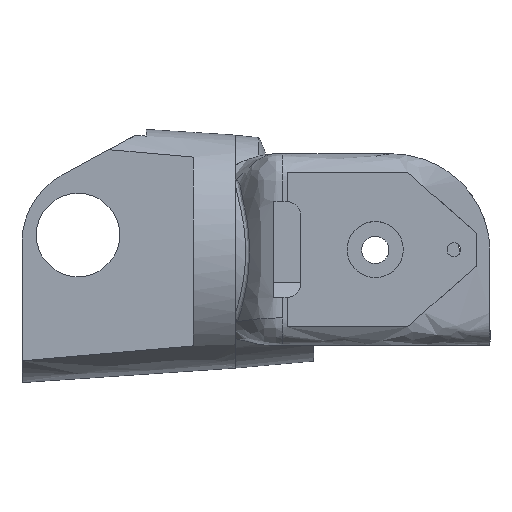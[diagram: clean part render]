
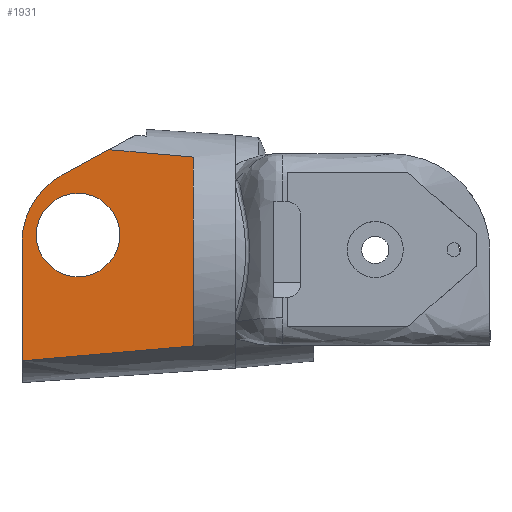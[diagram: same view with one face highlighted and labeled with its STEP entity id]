
A CAD part, top view. The second image highlights one B-rep face of the part: STEP entity #1931.
In plain terms, the highlighted face is planar.
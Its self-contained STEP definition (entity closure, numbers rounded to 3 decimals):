
#174=PLANE('',#2118);
#212=FACE_BOUND('',#504,.T.);
#310=B_SPLINE_CURVE_WITH_KNOTS('',3,(#5029,#5030,#5031,#5032,#5033,#5034),
 .UNSPECIFIED.,.F.,.F.,(4,2,4),(0.,0.303,0.606),
 .UNSPECIFIED.);
#312=B_SPLINE_CURVE_WITH_KNOTS('',3,(#5154,#5155,#5156,#5157,#5158,#5159),
 .UNSPECIFIED.,.F.,.F.,(4,2,4),(0.,0.625,1.234),
 .UNSPECIFIED.);
#405=FACE_OUTER_BOUND('',#503,.T.);
#503=EDGE_LOOP('',(#1739,#1740,#1741,#1742,#1743,#1744));
#504=EDGE_LOOP('',(#1745));
#625=LINE('',#5424,#766);
#637=LINE('',#5492,#778);
#641=LINE('',#5514,#782);
#766=VECTOR('',#2420,1000.);
#778=VECTOR('',#2444,1000.);
#782=VECTOR('',#2452,1000.);
#842=CIRCLE('',#2106,3.05);
#846=CIRCLE('',#2119,5.592);
#975=VERTEX_POINT('',#4889);
#978=VERTEX_POINT('',#4985);
#984=VERTEX_POINT('',#5021);
#985=VERTEX_POINT('',#5028);
#986=VERTEX_POINT('',#5035);
#1000=VERTEX_POINT('',#5422);
#1015=VERTEX_POINT('',#5491);
#1217=EDGE_CURVE('',#975,#975,#842,.T.);
#1227=EDGE_CURVE('',#985,#984,#310,.T.);
#1229=EDGE_CURVE('',#978,#986,#312,.T.);
#1247=EDGE_CURVE('',#984,#1000,#625,.T.);
#1265=EDGE_CURVE('',#978,#1015,#637,.T.);
#1270=EDGE_CURVE('',#1000,#1015,#846,.T.);
#1271=EDGE_CURVE('',#986,#985,#641,.T.);
#1739=ORIENTED_EDGE('',*,*,#1247,.T.);
#1740=ORIENTED_EDGE('',*,*,#1270,.T.);
#1741=ORIENTED_EDGE('',*,*,#1265,.F.);
#1742=ORIENTED_EDGE('',*,*,#1229,.T.);
#1743=ORIENTED_EDGE('',*,*,#1271,.T.);
#1744=ORIENTED_EDGE('',*,*,#1227,.T.);
#1745=ORIENTED_EDGE('',*,*,#1217,.T.);
#1931=ADVANCED_FACE('',(#405,#212),#174,.F.);
#2106=AXIS2_PLACEMENT_3D('',#4890,#2399,#2400);
#2118=AXIS2_PLACEMENT_3D('',#5512,#2448,#2449);
#2119=AXIS2_PLACEMENT_3D('',#5513,#2450,#2451);
#2399=DIRECTION('center_axis',(1.,0.,0.));
#2400=DIRECTION('ref_axis',(0.,1.,0.));
#2420=DIRECTION('',(0.,0.88,-0.475));
#2444=DIRECTION('',(0.,0.,1.));
#2448=DIRECTION('center_axis',(1.,0.,0.));
#2449=DIRECTION('ref_axis',(0.,1.,0.));
#2450=DIRECTION('center_axis',(-1.,0.,0.));
#2451=DIRECTION('ref_axis',(0.,1.,0.));
#2452=DIRECTION('',(0.,0.,1.));
#4889=CARTESIAN_POINT('',(-4.5,11.5,4.256));
#4890=CARTESIAN_POINT('Origin',(-4.5,11.5,1.206));
#4985=CARTESIAN_POINT('',(-4.5,15.6,-7.987));
#5021=CARTESIAN_POINT('',(-4.5,9.25,7.446));
#5028=CARTESIAN_POINT('',(-4.5,3.07,6.901));
#5029=CARTESIAN_POINT('Ctrl Pts',(-4.5,3.07,6.901));
#5030=CARTESIAN_POINT('Ctrl Pts',(-4.5,4.076,6.992));
#5031=CARTESIAN_POINT('Ctrl Pts',(-4.5,5.133,7.086));
#5032=CARTESIAN_POINT('Ctrl Pts',(-4.5,7.186,7.267));
#5033=CARTESIAN_POINT('Ctrl Pts',(-4.5,8.225,7.357));
#5034=CARTESIAN_POINT('Ctrl Pts',(-4.5,9.25,7.446));
#5035=CARTESIAN_POINT('',(-4.5,3.07,-6.899));
#5154=CARTESIAN_POINT('Ctrl Pts',(-4.5,15.6,-7.987));
#5155=CARTESIAN_POINT('Ctrl Pts',(-4.5,13.524,-7.816));
#5156=CARTESIAN_POINT('Ctrl Pts',(-4.5,11.402,-7.637));
#5157=CARTESIAN_POINT('Ctrl Pts',(-4.5,7.318,-7.283));
#5158=CARTESIAN_POINT('Ctrl Pts',(-4.5,5.539,-7.126));
#5159=CARTESIAN_POINT('Ctrl Pts',(-4.5,3.07,-6.899));
#5422=CARTESIAN_POINT('',(-4.5,12.665,5.601));
#5424=CARTESIAN_POINT('',(-4.5,21.29,0.943));
#5491=CARTESIAN_POINT('',(-4.5,15.6,0.681));
#5492=CARTESIAN_POINT('',(-4.5,15.6,-9.593));
#5512=CARTESIAN_POINT('Origin',(-4.5,15.6,-9.593));
#5513=CARTESIAN_POINT('Origin',(-4.5,10.008,0.681));
#5514=CARTESIAN_POINT('',(-4.5,3.07,-9.593));
